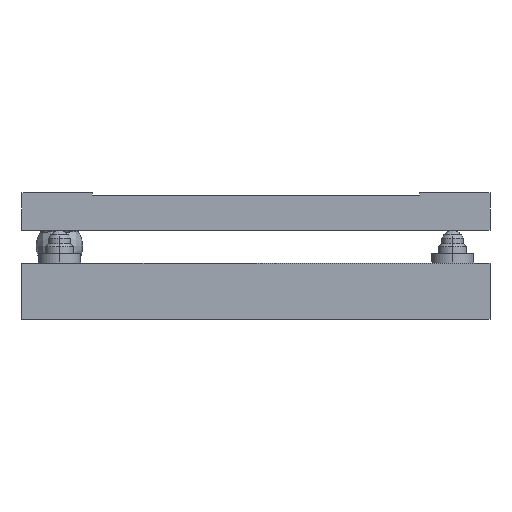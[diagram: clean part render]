
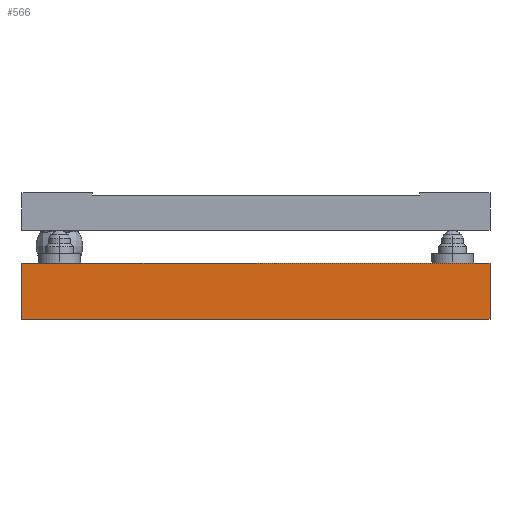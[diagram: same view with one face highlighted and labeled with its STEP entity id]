
A CAD part, front view. The second image highlights one B-rep face of the part: STEP entity #566.
In plain terms, the highlighted free-form (B-spline) face has degree [1, 1] with [2, 2] control points.
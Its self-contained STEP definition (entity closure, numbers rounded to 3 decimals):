
#566=ADVANCED_FACE('',(#933),#12292,.T.);
#933=FACE_OUTER_BOUND('',#1352,.T.);
#1352=EDGE_LOOP('',(#2606,#2607,#2608,#2609));
#2606=ORIENTED_EDGE('',*,*,#10421,.T.);
#2607=ORIENTED_EDGE('',*,*,#10422,.T.);
#2608=ORIENTED_EDGE('',*,*,#10418,.F.);
#2609=ORIENTED_EDGE('',*,*,#10361,.F.);
#4241=PCURVE('',#12290,#6073);
#4428=PCURVE('',#12291,#6260);
#4438=PCURVE('',#12292,#6270);
#4439=PCURVE('',#12292,#6271);
#4440=PCURVE('',#12292,#6272);
#4441=PCURVE('',#12292,#6273);
#4444=PCURVE('',#12293,#6276);
#4458=PCURVE('',#12295,#6290);
#6073=DEFINITIONAL_REPRESENTATION('',(#8026),#25956);
#6260=DEFINITIONAL_REPRESENTATION('',(#8168),#25956);
#6270=DEFINITIONAL_REPRESENTATION('',(#8175),#25956);
#6271=DEFINITIONAL_REPRESENTATION('',(#8177),#25956);
#6272=DEFINITIONAL_REPRESENTATION('',(#8178),#25956);
#6273=DEFINITIONAL_REPRESENTATION('',(#8179),#25956);
#6276=DEFINITIONAL_REPRESENTATION('',(#8184),#25956);
#6290=DEFINITIONAL_REPRESENTATION('',(#8193),#25956);
#8025=B_SPLINE_CURVE_WITH_KNOTS('',1,(#19952,#19953),.UNSPECIFIED.,.F.,
 .F.,(2,2),(-100.,0.),.UNSPECIFIED.);
#8026=B_SPLINE_CURVE_WITH_KNOTS('',1,(#19954,#19955),.UNSPECIFIED.,.F.,
 .F.,(2,2),(-100.,0.),.UNSPECIFIED.);
#8167=B_SPLINE_CURVE_WITH_KNOTS('',1,(#21046,#21047),.UNSPECIFIED.,.F.,
 .F.,(2,2),(-12.,0.),.UNSPECIFIED.);
#8168=B_SPLINE_CURVE_WITH_KNOTS('',1,(#21048,#21049),.UNSPECIFIED.,.F.,
 .F.,(2,2),(-12.,0.),.UNSPECIFIED.);
#8174=B_SPLINE_CURVE_WITH_KNOTS('',1,(#21082,#21083),.UNSPECIFIED.,.F.,
 .F.,(2,2),(-12.,0.),.UNSPECIFIED.);
#8175=B_SPLINE_CURVE_WITH_KNOTS('',1,(#21084,#21085),.UNSPECIFIED.,.F.,
 .F.,(2,2),(-12.,0.),.UNSPECIFIED.);
#8176=B_SPLINE_CURVE_WITH_KNOTS('',1,(#21086,#21087),.UNSPECIFIED.,.F.,
 .F.,(2,2),(-100.,0.),.UNSPECIFIED.);
#8177=B_SPLINE_CURVE_WITH_KNOTS('',1,(#21088,#21089),.UNSPECIFIED.,.F.,
 .F.,(2,2),(-100.,0.),.UNSPECIFIED.);
#8178=B_SPLINE_CURVE_WITH_KNOTS('',1,(#21090,#21091),.UNSPECIFIED.,.F.,
 .F.,(2,2),(-12.,0.),.UNSPECIFIED.);
#8179=B_SPLINE_CURVE_WITH_KNOTS('',1,(#21092,#21093),.UNSPECIFIED.,.F.,
 .F.,(2,2),(-100.,0.),.UNSPECIFIED.);
#8184=B_SPLINE_CURVE_WITH_KNOTS('',1,(#21102,#21103),.UNSPECIFIED.,.F.,
 .F.,(2,2),(-12.,0.),.UNSPECIFIED.);
#8193=B_SPLINE_CURVE_WITH_KNOTS('',1,(#21142,#21143),.UNSPECIFIED.,.F.,
 .F.,(2,2),(-100.,0.),.UNSPECIFIED.);
#9445=SURFACE_CURVE('',#8025,(#4241,#4441),.PCURVE_S1.);
#9502=SURFACE_CURVE('',#8167,(#4428,#4440),.PCURVE_S1.);
#9505=SURFACE_CURVE('',#8174,(#4438,#4444),.PCURVE_S1.);
#9506=SURFACE_CURVE('',#8176,(#4439,#4458),.PCURVE_S1.);
#10361=EDGE_CURVE('',#11975,#11974,#9445,.T.);
#10418=EDGE_CURVE('',#11974,#12012,#9502,.T.);
#10421=EDGE_CURVE('',#11975,#12014,#9505,.T.);
#10422=EDGE_CURVE('',#12014,#12012,#9506,.T.);
#11974=VERTEX_POINT('',#18000);
#11975=VERTEX_POINT('',#18001);
#12012=VERTEX_POINT('',#18038);
#12014=VERTEX_POINT('',#18040);
#12290=B_SPLINE_SURFACE_WITH_KNOTS('',1,1,((#17438,#17439),(#17440,#17441)),
 .UNSPECIFIED.,.F.,.F.,.F.,(2,2),(2,2),(-60.12,60.12),(-72.12,72.12),
 .UNSPECIFIED.);
#12291=B_SPLINE_SURFACE_WITH_KNOTS('',1,1,((#17802,#17803),(#17804,#17805)),
 .UNSPECIFIED.,.F.,.F.,.F.,(2,2),(2,2),(-13.32,1.32),(-132.12,12.12),
 .UNSPECIFIED.);
#12292=B_SPLINE_SURFACE_WITH_KNOTS('',1,1,((#17806,#17807),(#17808,#17809)),
 .UNSPECIFIED.,.F.,.F.,.F.,(2,2),(2,2),(-13.32,1.32),(-110.12,10.12),
 .UNSPECIFIED.);
#12293=B_SPLINE_SURFACE_WITH_KNOTS('',1,1,((#17810,#17811),(#17812,#17813)),
 .UNSPECIFIED.,.F.,.F.,.F.,(2,2),(2,2),(-1.32,13.32),(-12.12,132.12),
 .UNSPECIFIED.);
#12295=B_SPLINE_SURFACE_WITH_KNOTS('',1,1,((#17818,#17819),(#17820,#17821)),
 .UNSPECIFIED.,.F.,.F.,.F.,(2,2),(2,2),(-72.12,72.12),(-60.12,60.12),
 .UNSPECIFIED.);
#17438=CARTESIAN_POINT('',(60.12,-77.12,1.));
#17439=CARTESIAN_POINT('',(60.12,67.12,1.));
#17440=CARTESIAN_POINT('',(-60.12,-77.12,1.));
#17441=CARTESIAN_POINT('',(-60.12,67.12,1.));
#17802=CARTESIAN_POINT('',(-50.,-77.12,-0.32));
#17803=CARTESIAN_POINT('',(-50.,67.12,-0.32));
#17804=CARTESIAN_POINT('',(-50.,-77.12,14.32));
#17805=CARTESIAN_POINT('',(-50.,67.12,14.32));
#17806=CARTESIAN_POINT('',(60.12,-65.,-0.32));
#17807=CARTESIAN_POINT('',(-60.12,-65.,-0.32));
#17808=CARTESIAN_POINT('',(60.12,-65.,14.32));
#17809=CARTESIAN_POINT('',(-60.12,-65.,14.32));
#17810=CARTESIAN_POINT('',(50.,-77.12,14.32));
#17811=CARTESIAN_POINT('',(50.,67.12,14.32));
#17812=CARTESIAN_POINT('',(50.,-77.12,-0.32));
#17813=CARTESIAN_POINT('',(50.,67.12,-0.32));
#17818=CARTESIAN_POINT('',(60.12,-77.12,13.));
#17819=CARTESIAN_POINT('',(-60.12,-77.12,13.));
#17820=CARTESIAN_POINT('',(60.12,67.12,13.));
#17821=CARTESIAN_POINT('',(-60.12,67.12,13.));
#18000=CARTESIAN_POINT('',(-50.,-65.,1.));
#18001=CARTESIAN_POINT('',(50.,-65.,1.));
#18038=CARTESIAN_POINT('',(-50.,-65.,13.));
#18040=CARTESIAN_POINT('',(50.,-65.,13.));
#19952=CARTESIAN_POINT('',(50.,-65.,1.));
#19953=CARTESIAN_POINT('',(-50.,-65.,1.));
#19954=CARTESIAN_POINT('',(-50.,-60.));
#19955=CARTESIAN_POINT('',(50.,-60.));
#21046=CARTESIAN_POINT('',(-50.,-65.,1.));
#21047=CARTESIAN_POINT('',(-50.,-65.,13.));
#21048=CARTESIAN_POINT('',(-12.,-120.));
#21049=CARTESIAN_POINT('',(0.,-120.));
#21082=CARTESIAN_POINT('',(50.,-65.,1.));
#21083=CARTESIAN_POINT('',(50.,-65.,13.));
#21084=CARTESIAN_POINT('',(-12.,-100.));
#21085=CARTESIAN_POINT('',(0.,-100.));
#21086=CARTESIAN_POINT('',(50.,-65.,13.));
#21087=CARTESIAN_POINT('',(-50.,-65.,13.));
#21088=CARTESIAN_POINT('',(0.,-100.));
#21089=CARTESIAN_POINT('',(0.,0.));
#21090=CARTESIAN_POINT('',(-12.,0.));
#21091=CARTESIAN_POINT('',(0.,0.));
#21092=CARTESIAN_POINT('',(-12.,-100.));
#21093=CARTESIAN_POINT('',(-12.,0.));
#21102=CARTESIAN_POINT('',(12.,0.));
#21103=CARTESIAN_POINT('',(0.,0.));
#21142=CARTESIAN_POINT('',(-60.,-50.));
#21143=CARTESIAN_POINT('',(-60.,50.));
#25956=(
GEOMETRIC_REPRESENTATION_CONTEXT(2)
PARAMETRIC_REPRESENTATION_CONTEXT()
REPRESENTATION_CONTEXT('pspace','')
);
